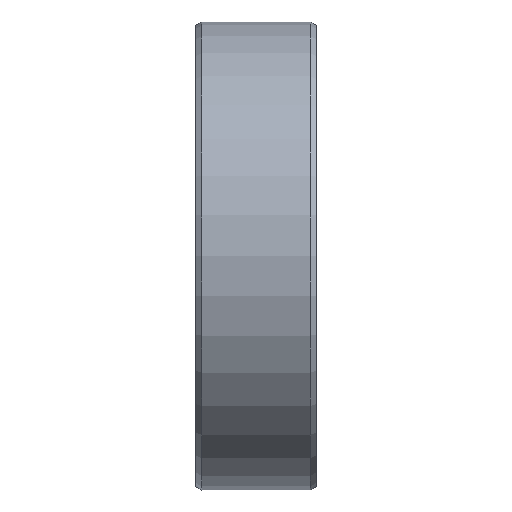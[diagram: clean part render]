
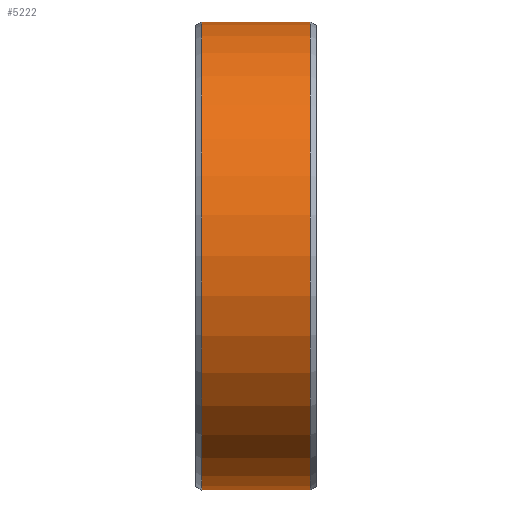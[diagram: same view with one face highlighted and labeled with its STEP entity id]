
A CAD part, top view. The second image highlights one B-rep face of the part: STEP entity #5222.
In plain terms, the highlighted cylindrical face has radius 31 mm (diameter 62 mm), a partial arc.
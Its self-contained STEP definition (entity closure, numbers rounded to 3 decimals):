
#4877=CARTESIAN_POINT('',(-7.2,0.,0.));
#4878=DIRECTION('',(1.,0.,0.));
#4879=DIRECTION('',(0.,1.,0.));
#4880=AXIS2_PLACEMENT_3D('',#4877,#4878,#4879);
#4882=CARTESIAN_POINT('',(-7.2,0.,0.));
#4883=DIRECTION('',(1.,0.,0.));
#4884=DIRECTION('',(0.,0.,1.));
#4885=AXIS2_PLACEMENT_3D('',#4882,#4883,#4884);
#4891=DIRECTION('',(-1.,0.,0.));
#4892=VECTOR('',#4891,14.4);
#4893=CARTESIAN_POINT('',(7.2,-31.,0.));
#4894=LINE('',#4893,#4892);
#4895=CARTESIAN_POINT('',(7.2,0.,0.));
#4896=DIRECTION('',(-1.,0.,0.));
#4897=DIRECTION('',(0.,-1.,0.));
#4898=AXIS2_PLACEMENT_3D('',#4895,#4896,#4897);
#4900=CARTESIAN_POINT('',(7.2,0.,0.));
#4901=DIRECTION('',(-1.,0.,0.));
#4902=DIRECTION('',(0.,0.,1.));
#4903=AXIS2_PLACEMENT_3D('',#4900,#4901,#4902);
#4953=DIRECTION('',(-1.,0.,0.));
#4954=VECTOR('',#4953,14.4);
#4955=CARTESIAN_POINT('',(7.2,31.,0.));
#4956=LINE('',#4955,#4954);
#5133=CARTESIAN_POINT('',(7.2,31.,0.));
#5134=VERTEX_POINT('',#5133);
#5136=CARTESIAN_POINT('',(7.2,-31.,0.));
#5138=VERTEX_POINT('',#5136);
#5139=CARTESIAN_POINT('',(7.2,0.,31.));
#5140=VERTEX_POINT('',#5139);
#5141=CARTESIAN_POINT('',(-7.2,-31.,0.));
#5142=VERTEX_POINT('',#5141);
#5143=CARTESIAN_POINT('',(-7.2,0.,31.));
#5144=VERTEX_POINT('',#5143);
#5145=CARTESIAN_POINT('',(-7.2,31.,0.));
#5146=VERTEX_POINT('',#5145);
#5205=CARTESIAN_POINT('',(-8.,0.,0.));
#5206=DIRECTION('',(1.,0.,0.));
#5207=DIRECTION('',(0.,-1.,0.));
#5208=AXIS2_PLACEMENT_3D('',#5205,#5206,#5207);
#5209=CYLINDRICAL_SURFACE('',#5208,31.);
#5211=ORIENTED_EDGE('',*,*,#5210,.F.);
#5213=ORIENTED_EDGE('',*,*,#5212,.F.);
#5215=ORIENTED_EDGE('',*,*,#5214,.T.);
#5216=ORIENTED_EDGE('',*,*,#5199,.F.);
#5217=ORIENTED_EDGE('',*,*,#5197,.F.);
#5219=ORIENTED_EDGE('',*,*,#5218,.F.);
#5220=EDGE_LOOP('',(#5211,#5213,#5215,#5216,#5217,#5219));
#5221=FACE_OUTER_BOUND('',#5220,.F.);
#4881=CIRCLE('',#4880,31.);
#4886=CIRCLE('',#4885,31.);
#4899=CIRCLE('',#4898,31.);
#4904=CIRCLE('',#4903,31.);
#5197=EDGE_CURVE('',#5146,#5144,#4881,.T.);
#5199=EDGE_CURVE('',#5144,#5142,#4886,.T.);
#5210=EDGE_CURVE('',#5140,#5134,#4904,.T.);
#5212=EDGE_CURVE('',#5138,#5140,#4899,.T.);
#5214=EDGE_CURVE('',#5138,#5142,#4894,.T.);
#5218=EDGE_CURVE('',#5134,#5146,#4956,.T.);
#5222=ADVANCED_FACE('',(#5221),#5209,.T.);
